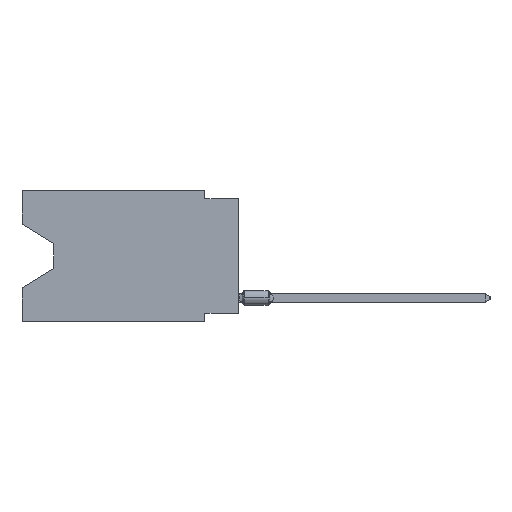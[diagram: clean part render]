
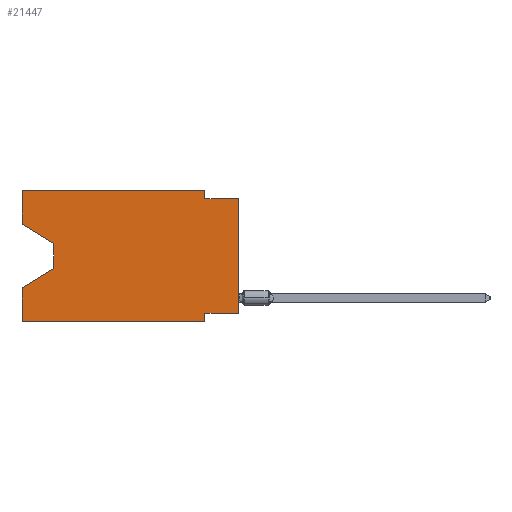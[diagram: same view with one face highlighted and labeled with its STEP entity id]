
A CAD part, left-side view. The second image highlights one B-rep face of the part: STEP entity #21447.
In plain terms, the highlighted planar face has unit normal (-1, 0, 0).
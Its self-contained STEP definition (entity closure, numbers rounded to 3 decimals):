
#1672 = LINE ( 'NONE', #16772, #42143 ) ;
#2941 = CARTESIAN_POINT ( 'NONE',  ( 0., 0., -0.635 ) ) ;
#3072 = CARTESIAN_POINT ( 'NONE',  ( 0., 2.54, 0. ) ) ;
#3450 = EDGE_CURVE ( 'NONE', #8146, #48062, #15008, .T. ) ;
#3705 = LINE ( 'NONE', #4438, #47997 ) ;
#3939 = LINE ( 'NONE', #42710, #32811 ) ;
#4041 = CARTESIAN_POINT ( 'NONE',  ( 0., 13.97, -5.893 ) ) ;
#4438 = CARTESIAN_POINT ( 'NONE',  ( 0., 2.54, -9.906 ) ) ;
#4999 = LINE ( 'NONE', #8503, #30420 ) ;
#5450 = CARTESIAN_POINT ( 'NONE',  ( 0., 2.54, -0.635 ) ) ;
#5914 = EDGE_CURVE ( 'NONE', #17311, #8146, #27815, .T. ) ;
#6079 = DIRECTION ( 'NONE',  ( 0., 0.855, -0.519 ) ) ;
#8146 = VERTEX_POINT ( 'NONE', #45747 ) ;
#8503 = CARTESIAN_POINT ( 'NONE',  ( 0., 16.383, 0. ) ) ;
#8720 = CARTESIAN_POINT ( 'NONE',  ( 0., 16.383, 0. ) ) ;
#8950 = VECTOR ( 'NONE', #20276, 1000. ) ;
#9071 = VERTEX_POINT ( 'NONE', #9796 ) ;
#9796 = CARTESIAN_POINT ( 'NONE',  ( 0., 16.383, -7.36 ) ) ;
#10101 = CARTESIAN_POINT ( 'NONE',  ( 0., 13.97, -5.893 ) ) ;
#10636 = VERTEX_POINT ( 'NONE', #47084 ) ;
#10894 = DIRECTION ( 'NONE',  ( 0., 1., 0. ) ) ;
#11737 = DIRECTION ( 'NONE',  ( 0., 0., -1. ) ) ;
#11997 = VERTEX_POINT ( 'NONE', #36568 ) ;
#12143 = DIRECTION ( 'NONE',  ( 0., 0., -1. ) ) ;
#13114 = VECTOR ( 'NONE', #10894, 1000. ) ;
#13358 = VECTOR ( 'NONE', #49152, 1000. ) ;
#15008 = LINE ( 'NONE', #32043, #41075 ) ;
#16041 = VERTEX_POINT ( 'NONE', #2941 ) ;
#16088 = VERTEX_POINT ( 'NONE', #33171 ) ;
#16413 = EDGE_CURVE ( 'NONE', #10636, #16041, #36386, .T. ) ;
#16772 = CARTESIAN_POINT ( 'NONE',  ( 0., 0., -0.635 ) ) ;
#17311 = VERTEX_POINT ( 'NONE', #30355 ) ;
#17318 = CARTESIAN_POINT ( 'NONE',  ( 0., 16.383, 0. ) ) ;
#17402 = AXIS2_PLACEMENT_3D ( 'NONE', #42120, #23678, #27686 ) ;
#17598 = EDGE_CURVE ( 'NONE', #10636, #11997, #45401, .T. ) ;
#18525 = ORIENTED_EDGE ( 'NONE', *, *, #36465, .T. ) ;
#20276 = DIRECTION ( 'NONE',  ( 0., -0.855, -0.519 ) ) ;
#20300 = DIRECTION ( 'NONE',  ( 0., -1., 0. ) ) ;
#20548 = LINE ( 'NONE', #24339, #46604 ) ;
#21083 = VECTOR ( 'NONE', #6079, 1000. ) ;
#21447 = ADVANCED_FACE ( 'NONE', ( #23920 ), #26763, .F. ) ;
#21627 = ORIENTED_EDGE ( 'NONE', *, *, #35121, .F. ) ;
#21693 = ORIENTED_EDGE ( 'NONE', *, *, #16413, .T. ) ;
#21754 = ORIENTED_EDGE ( 'NONE', *, *, #31755, .F. ) ;
#21875 = VERTEX_POINT ( 'NONE', #8720 ) ;
#22022 = ORIENTED_EDGE ( 'NONE', *, *, #40504, .T. ) ;
#23678 = DIRECTION ( 'NONE',  ( 1., 0., 0. ) ) ;
#23920 = FACE_OUTER_BOUND ( 'NONE', #48683, .T. ) ;
#24339 = CARTESIAN_POINT ( 'NONE',  ( 0., 16.383, -9.906 ) ) ;
#24891 = LINE ( 'NONE', #17318, #32092 ) ;
#25306 = DIRECTION ( 'NONE',  ( 0., 0., 1. ) ) ;
#25400 = ORIENTED_EDGE ( 'NONE', *, *, #17598, .F. ) ;
#26259 = ORIENTED_EDGE ( 'NONE', *, *, #44691, .F. ) ;
#26763 = PLANE ( 'NONE',  #17402 ) ;
#26867 = DIRECTION ( 'NONE',  ( 0., 0., 1. ) ) ;
#27686 = DIRECTION ( 'NONE',  ( 0., 0., -1. ) ) ;
#27815 = LINE ( 'NONE', #35884, #8950 ) ;
#27842 = DIRECTION ( 'NONE',  ( 0., -1., 0. ) ) ;
#28340 = VECTOR ( 'NONE', #25306, 1000. ) ;
#29342 = CARTESIAN_POINT ( 'NONE',  ( 0., 16.383, -9.906 ) ) ;
#30355 = CARTESIAN_POINT ( 'NONE',  ( 0., 16.383, -2.546 ) ) ;
#30420 = VECTOR ( 'NONE', #47045, 1000. ) ;
#31755 = EDGE_CURVE ( 'NONE', #38252, #16041, #1672, .T. ) ;
#32043 = CARTESIAN_POINT ( 'NONE',  ( 0., 13.97, -4.013 ) ) ;
#32092 = VECTOR ( 'NONE', #39754, 1000. ) ;
#32508 = ORIENTED_EDGE ( 'NONE', *, *, #43845, .F. ) ;
#32811 = VECTOR ( 'NONE', #26867, 1000. ) ;
#33171 = CARTESIAN_POINT ( 'NONE',  ( 0., 2.54, 0. ) ) ;
#33450 = ORIENTED_EDGE ( 'NONE', *, *, #42993, .F. ) ;
#34861 = EDGE_CURVE ( 'NONE', #21875, #16088, #24891, .T. ) ;
#35121 = EDGE_CURVE ( 'NONE', #17311, #21875, #3939, .T. ) ;
#35884 = CARTESIAN_POINT ( 'NONE',  ( 0., 16.383, -2.546 ) ) ;
#36386 = LINE ( 'NONE', #44681, #28340 ) ;
#36465 = EDGE_CURVE ( 'NONE', #41298, #49424, #20548, .T. ) ;
#36568 = CARTESIAN_POINT ( 'NONE',  ( 0., 2.54, -9.271 ) ) ;
#37270 = ORIENTED_EDGE ( 'NONE', *, *, #3450, .T. ) ;
#37562 = LINE ( 'NONE', #3072, #13358 ) ;
#38252 = VERTEX_POINT ( 'NONE', #5450 ) ;
#39754 = DIRECTION ( 'NONE',  ( 0., -1., 0. ) ) ;
#40504 = EDGE_CURVE ( 'NONE', #48062, #9071, #48644, .T. ) ;
#41069 = CARTESIAN_POINT ( 'NONE',  ( 0., 2.54, -9.906 ) ) ;
#41075 = VECTOR ( 'NONE', #12143, 1000. ) ;
#41298 = VERTEX_POINT ( 'NONE', #29342 ) ;
#42120 = CARTESIAN_POINT ( 'NONE',  ( 0., 16.383, 0. ) ) ;
#42143 = VECTOR ( 'NONE', #27842, 1000. ) ;
#42710 = CARTESIAN_POINT ( 'NONE',  ( 0., 16.383, 0. ) ) ;
#42993 = EDGE_CURVE ( 'NONE', #16088, #38252, #37562, .T. ) ;
#43845 = EDGE_CURVE ( 'NONE', #11997, #49424, #3705, .T. ) ;
#44681 = CARTESIAN_POINT ( 'NONE',  ( 0., 0., 0. ) ) ;
#44691 = EDGE_CURVE ( 'NONE', #41298, #9071, #4999, .T. ) ;
#45401 = LINE ( 'NONE', #49178, #13114 ) ;
#45747 = CARTESIAN_POINT ( 'NONE',  ( 0., 13.97, -4.013 ) ) ;
#45934 = ORIENTED_EDGE ( 'NONE', *, *, #5914, .T. ) ;
#46604 = VECTOR ( 'NONE', #20300, 1000. ) ;
#47045 = DIRECTION ( 'NONE',  ( 0., 0., 1. ) ) ;
#47084 = CARTESIAN_POINT ( 'NONE',  ( 0., 0., -9.271 ) ) ;
#47997 = VECTOR ( 'NONE', #11737, 1000. ) ;
#48062 = VERTEX_POINT ( 'NONE', #4041 ) ;
#48644 = LINE ( 'NONE', #10101, #21083 ) ;
#48683 = EDGE_LOOP ( 'NONE', ( #45934, #37270, #22022, #26259, #18525, #32508, #25400, #21693, #21754, #33450, #49537, #21627 ) ) ;
#49152 = DIRECTION ( 'NONE',  ( 0., 0., -1. ) ) ;
#49178 = CARTESIAN_POINT ( 'NONE',  ( 0., 0., -9.271 ) ) ;
#49424 = VERTEX_POINT ( 'NONE', #41069 ) ;
#49537 = ORIENTED_EDGE ( 'NONE', *, *, #34861, .F. ) ;
